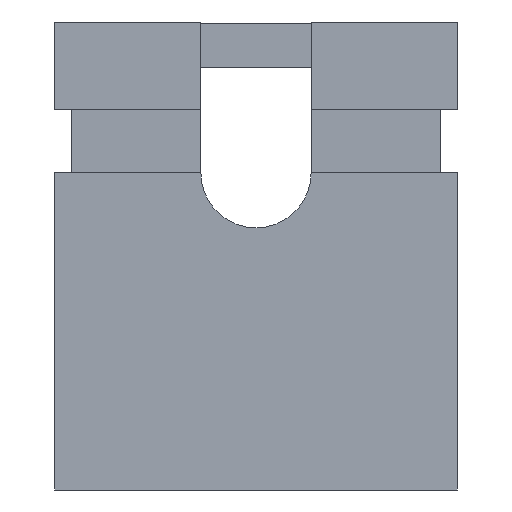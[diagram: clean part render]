
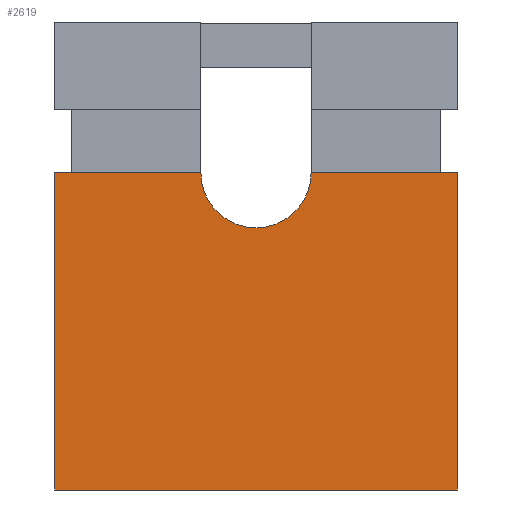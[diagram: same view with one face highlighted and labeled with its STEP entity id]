
A CAD part, front view. The second image highlights one B-rep face of the part: STEP entity #2619.
In plain terms, the highlighted planar face has unit normal (0, -1, 0).
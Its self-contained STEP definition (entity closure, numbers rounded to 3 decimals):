
#676 = CYLINDRICAL_SURFACE('',#677,0.695);
#677 = AXIS2_PLACEMENT_3D('',#678,#679,#680);
#678 = CARTESIAN_POINT('',(0.,1.27,7.));
#679 = DIRECTION('',(0.,-1.,0.));
#680 = DIRECTION('',(1.,0.,0.));
#1152 = PLANE('',#1153);
#1153 = AXIS2_PLACEMENT_3D('',#1154,#1155,#1156);
#1154 = CARTESIAN_POINT('',(2.54,1.27,7.));
#1155 = DIRECTION('',(0.,0.,-1.));
#1156 = DIRECTION('',(0.,1.,0.));
#1192 = VERTEX_POINT('',#1193);
#1193 = CARTESIAN_POINT('',(2.54,-1.27,7.));
#1200 = PLANE('',#1201);
#1201 = AXIS2_PLACEMENT_3D('',#1202,#1203,#1204);
#1202 = CARTESIAN_POINT('',(2.54,0.,3.));
#1203 = DIRECTION('',(1.,0.,0.));
#1204 = DIRECTION('',(0.,1.,0.));
#1219 = EDGE_CURVE('',#1220,#1192,#1222,.T.);
#1220 = VERTEX_POINT('',#1221);
#1221 = CARTESIAN_POINT('',(2.54,-1.27,3.));
#1222 = SURFACE_CURVE('',#1223,(#1227,#1234),.PCURVE_S1.);
#1223 = LINE('',#1224,#1225);
#1224 = CARTESIAN_POINT('',(2.54,-1.27,3.));
#1225 = VECTOR('',#1226,1.);
#1226 = DIRECTION('',(0.,0.,1.));
#1227 = PCURVE('',#1200,#1228);
#1228 = DEFINITIONAL_REPRESENTATION('',(#1229),#1233);
#1229 = LINE('',#1230,#1231);
#1230 = CARTESIAN_POINT('',(-1.27,0.));
#1231 = VECTOR('',#1232,1.);
#1232 = DIRECTION('',(0.,1.));
#1233 = ( GEOMETRIC_REPRESENTATION_CONTEXT(2) 
PARAMETRIC_REPRESENTATION_CONTEXT() REPRESENTATION_CONTEXT('2D SPACE',''
  ) );
#1234 = PCURVE('',#1235,#1240);
#1235 = PLANE('',#1236);
#1236 = AXIS2_PLACEMENT_3D('',#1237,#1238,#1239);
#1237 = CARTESIAN_POINT('',(2.54,-1.27,3.));
#1238 = DIRECTION('',(0.,-1.,0.));
#1239 = DIRECTION('',(1.,0.,0.));
#1240 = DEFINITIONAL_REPRESENTATION('',(#1241),#1245);
#1241 = LINE('',#1242,#1243);
#1242 = CARTESIAN_POINT('',(0.,0.));
#1243 = VECTOR('',#1244,1.);
#1244 = DIRECTION('',(0.,1.));
#1245 = ( GEOMETRIC_REPRESENTATION_CONTEXT(2) 
PARAMETRIC_REPRESENTATION_CONTEXT() REPRESENTATION_CONTEXT('2D SPACE',''
  ) );
#1263 = PLANE('',#1264);
#1264 = AXIS2_PLACEMENT_3D('',#1265,#1266,#1267);
#1265 = CARTESIAN_POINT('',(2.54,0.,3.));
#1266 = DIRECTION('',(0.,0.,1.));
#1267 = DIRECTION('',(0.,-1.,0.));
#1462 = PLANE('',#1463);
#1463 = AXIS2_PLACEMENT_3D('',#1464,#1465,#1466);
#1464 = CARTESIAN_POINT('',(2.54,-1.27,7.));
#1465 = DIRECTION('',(0.,0.,1.));
#1466 = DIRECTION('',(0.,-1.,0.));
#1684 = VERTEX_POINT('',#1685);
#1685 = CARTESIAN_POINT('',(-0.695,-1.27,7.));
#1820 = VERTEX_POINT('',#1821);
#1821 = CARTESIAN_POINT('',(-2.54,-1.27,7.));
#1835 = PLANE('',#1836);
#1836 = AXIS2_PLACEMENT_3D('',#1837,#1838,#1839);
#1837 = CARTESIAN_POINT('',(-2.54,0.,3.));
#1838 = DIRECTION('',(1.,0.,0.));
#1839 = DIRECTION('',(0.,1.,0.));
#1847 = EDGE_CURVE('',#1684,#1820,#1848,.T.);
#1848 = SURFACE_CURVE('',#1849,(#1853,#1860),.PCURVE_S1.);
#1849 = LINE('',#1850,#1851);
#1850 = CARTESIAN_POINT('',(2.54,-1.27,7.));
#1851 = VECTOR('',#1852,1.);
#1852 = DIRECTION('',(-1.,0.,0.));
#1853 = PCURVE('',#1462,#1854);
#1854 = DEFINITIONAL_REPRESENTATION('',(#1855),#1859);
#1855 = LINE('',#1856,#1857);
#1856 = CARTESIAN_POINT('',(0.,0.));
#1857 = VECTOR('',#1858,1.);
#1858 = DIRECTION('',(0.,-1.));
#1859 = ( GEOMETRIC_REPRESENTATION_CONTEXT(2) 
PARAMETRIC_REPRESENTATION_CONTEXT() REPRESENTATION_CONTEXT('2D SPACE',''
  ) );
#1860 = PCURVE('',#1235,#1861);
#1861 = DEFINITIONAL_REPRESENTATION('',(#1862),#1866);
#1862 = LINE('',#1863,#1864);
#1863 = CARTESIAN_POINT('',(0.,4.));
#1864 = VECTOR('',#1865,1.);
#1865 = DIRECTION('',(-1.,0.));
#1866 = ( GEOMETRIC_REPRESENTATION_CONTEXT(2) 
PARAMETRIC_REPRESENTATION_CONTEXT() REPRESENTATION_CONTEXT('2D SPACE',''
  ) );
#2210 = VERTEX_POINT('',#2211);
#2211 = CARTESIAN_POINT('',(-2.54,-1.27,3.));
#2256 = EDGE_CURVE('',#1220,#2210,#2257,.T.);
#2257 = SURFACE_CURVE('',#2258,(#2262,#2269),.PCURVE_S1.);
#2258 = LINE('',#2259,#2260);
#2259 = CARTESIAN_POINT('',(2.54,-1.27,3.));
#2260 = VECTOR('',#2261,1.);
#2261 = DIRECTION('',(-1.,0.,0.));
#2262 = PCURVE('',#1263,#2263);
#2263 = DEFINITIONAL_REPRESENTATION('',(#2264),#2268);
#2264 = LINE('',#2265,#2266);
#2265 = CARTESIAN_POINT('',(1.27,0.));
#2266 = VECTOR('',#2267,1.);
#2267 = DIRECTION('',(0.,-1.));
#2268 = ( GEOMETRIC_REPRESENTATION_CONTEXT(2) 
PARAMETRIC_REPRESENTATION_CONTEXT() REPRESENTATION_CONTEXT('2D SPACE',''
  ) );
#2269 = PCURVE('',#1235,#2270);
#2270 = DEFINITIONAL_REPRESENTATION('',(#2271),#2275);
#2271 = LINE('',#2272,#2273);
#2272 = CARTESIAN_POINT('',(0.,0.));
#2273 = VECTOR('',#2274,1.);
#2274 = DIRECTION('',(-1.,0.));
#2275 = ( GEOMETRIC_REPRESENTATION_CONTEXT(2) 
PARAMETRIC_REPRESENTATION_CONTEXT() REPRESENTATION_CONTEXT('2D SPACE',''
  ) );
#2442 = VERTEX_POINT('',#2443);
#2443 = CARTESIAN_POINT('',(0.695,-1.27,7.));
#2486 = EDGE_CURVE('',#1192,#2442,#2487,.T.);
#2487 = SURFACE_CURVE('',#2488,(#2492,#2499),.PCURVE_S1.);
#2488 = LINE('',#2489,#2490);
#2489 = CARTESIAN_POINT('',(2.54,-1.27,7.));
#2490 = VECTOR('',#2491,1.);
#2491 = DIRECTION('',(-1.,0.,0.));
#2492 = PCURVE('',#1152,#2493);
#2493 = DEFINITIONAL_REPRESENTATION('',(#2494),#2498);
#2494 = LINE('',#2495,#2496);
#2495 = CARTESIAN_POINT('',(-2.54,0.));
#2496 = VECTOR('',#2497,1.);
#2497 = DIRECTION('',(0.,-1.));
#2498 = ( GEOMETRIC_REPRESENTATION_CONTEXT(2) 
PARAMETRIC_REPRESENTATION_CONTEXT() REPRESENTATION_CONTEXT('2D SPACE',''
  ) );
#2499 = PCURVE('',#1235,#2500);
#2500 = DEFINITIONAL_REPRESENTATION('',(#2501),#2505);
#2501 = LINE('',#2502,#2503);
#2502 = CARTESIAN_POINT('',(0.,4.));
#2503 = VECTOR('',#2504,1.);
#2504 = DIRECTION('',(-1.,0.));
#2505 = ( GEOMETRIC_REPRESENTATION_CONTEXT(2) 
PARAMETRIC_REPRESENTATION_CONTEXT() REPRESENTATION_CONTEXT('2D SPACE',''
  ) );
#2589 = EDGE_CURVE('',#2210,#1820,#2590,.T.);
#2590 = SURFACE_CURVE('',#2591,(#2595,#2602),.PCURVE_S1.);
#2591 = LINE('',#2592,#2593);
#2592 = CARTESIAN_POINT('',(-2.54,-1.27,3.));
#2593 = VECTOR('',#2594,1.);
#2594 = DIRECTION('',(0.,0.,1.));
#2595 = PCURVE('',#1835,#2596);
#2596 = DEFINITIONAL_REPRESENTATION('',(#2597),#2601);
#2597 = LINE('',#2598,#2599);
#2598 = CARTESIAN_POINT('',(-1.27,0.));
#2599 = VECTOR('',#2600,1.);
#2600 = DIRECTION('',(0.,1.));
#2601 = ( GEOMETRIC_REPRESENTATION_CONTEXT(2) 
PARAMETRIC_REPRESENTATION_CONTEXT() REPRESENTATION_CONTEXT('2D SPACE',''
  ) );
#2602 = PCURVE('',#1235,#2603);
#2603 = DEFINITIONAL_REPRESENTATION('',(#2604),#2608);
#2604 = LINE('',#2605,#2606);
#2605 = CARTESIAN_POINT('',(-5.08,0.));
#2606 = VECTOR('',#2607,1.);
#2607 = DIRECTION('',(0.,1.));
#2608 = ( GEOMETRIC_REPRESENTATION_CONTEXT(2) 
PARAMETRIC_REPRESENTATION_CONTEXT() REPRESENTATION_CONTEXT('2D SPACE',''
  ) );
#2619 = ADVANCED_FACE('',(#2620),#1235,.T.);
#2620 = FACE_BOUND('',#2621,.T.);
#2621 = EDGE_LOOP('',(#2622,#2666,#2667,#2668,#2669,#2670));
#2622 = ORIENTED_EDGE('',*,*,#2623,.F.);
#2623 = EDGE_CURVE('',#1684,#2442,#2624,.T.);
#2624 = SURFACE_CURVE('',#2625,(#2630,#2637),.PCURVE_S1.);
#2625 = CIRCLE('',#2626,0.695);
#2626 = AXIS2_PLACEMENT_3D('',#2627,#2628,#2629);
#2627 = CARTESIAN_POINT('',(0.,-1.27,7.));
#2628 = DIRECTION('',(0.,-1.,0.));
#2629 = DIRECTION('',(1.,0.,0.));
#2630 = PCURVE('',#1235,#2631);
#2631 = DEFINITIONAL_REPRESENTATION('',(#2632),#2636);
#2632 = CIRCLE('',#2633,0.695);
#2633 = AXIS2_PLACEMENT_2D('',#2634,#2635);
#2634 = CARTESIAN_POINT('',(-2.54,4.));
#2635 = DIRECTION('',(1.,0.));
#2636 = ( GEOMETRIC_REPRESENTATION_CONTEXT(2) 
PARAMETRIC_REPRESENTATION_CONTEXT() REPRESENTATION_CONTEXT('2D SPACE',''
  ) );
#2637 = PCURVE('',#676,#2638);
#2638 = DEFINITIONAL_REPRESENTATION('',(#2639),#2665);
#2639 = B_SPLINE_CURVE_WITH_KNOTS('',3,(#2640,#2641,#2642,#2643,#2644,
    #2645,#2646,#2647,#2648,#2649,#2650,#2651,#2652,#2653,#2654,#2655,
    #2656,#2657,#2658,#2659,#2660,#2661,#2662,#2663,#2664),
  .UNSPECIFIED.,.F.,.F.,(4,1,1,1,1,1,1,1,1,1,1,1,1,1,1,1,1,1,1,1,1,1,4),
  (3.142,3.284,3.427,3.57,
    3.713,3.856,3.998,4.141,
    4.284,4.427,4.57,4.712,
    4.855,4.998,5.141,5.284,
    5.426,5.569,5.712,5.855,
    5.998,6.14,6.283),.QUASI_UNIFORM_KNOTS.);
#2640 = CARTESIAN_POINT('',(3.142,2.54));
#2641 = CARTESIAN_POINT('',(3.189,2.54));
#2642 = CARTESIAN_POINT('',(3.284,2.54));
#2643 = CARTESIAN_POINT('',(3.427,2.54));
#2644 = CARTESIAN_POINT('',(3.57,2.54));
#2645 = CARTESIAN_POINT('',(3.713,2.54));
#2646 = CARTESIAN_POINT('',(3.856,2.54));
#2647 = CARTESIAN_POINT('',(3.998,2.54));
#2648 = CARTESIAN_POINT('',(4.141,2.54));
#2649 = CARTESIAN_POINT('',(4.284,2.54));
#2650 = CARTESIAN_POINT('',(4.427,2.54));
#2651 = CARTESIAN_POINT('',(4.57,2.54));
#2652 = CARTESIAN_POINT('',(4.712,2.54));
#2653 = CARTESIAN_POINT('',(4.855,2.54));
#2654 = CARTESIAN_POINT('',(4.998,2.54));
#2655 = CARTESIAN_POINT('',(5.141,2.54));
#2656 = CARTESIAN_POINT('',(5.284,2.54));
#2657 = CARTESIAN_POINT('',(5.426,2.54));
#2658 = CARTESIAN_POINT('',(5.569,2.54));
#2659 = CARTESIAN_POINT('',(5.712,2.54));
#2660 = CARTESIAN_POINT('',(5.855,2.54));
#2661 = CARTESIAN_POINT('',(5.998,2.54));
#2662 = CARTESIAN_POINT('',(6.14,2.54));
#2663 = CARTESIAN_POINT('',(6.236,2.54));
#2664 = CARTESIAN_POINT('',(6.283,2.54));
#2665 = ( GEOMETRIC_REPRESENTATION_CONTEXT(2) 
PARAMETRIC_REPRESENTATION_CONTEXT() REPRESENTATION_CONTEXT('2D SPACE',''
  ) );
#2666 = ORIENTED_EDGE('',*,*,#1847,.T.);
#2667 = ORIENTED_EDGE('',*,*,#2589,.F.);
#2668 = ORIENTED_EDGE('',*,*,#2256,.F.);
#2669 = ORIENTED_EDGE('',*,*,#1219,.T.);
#2670 = ORIENTED_EDGE('',*,*,#2486,.T.);
